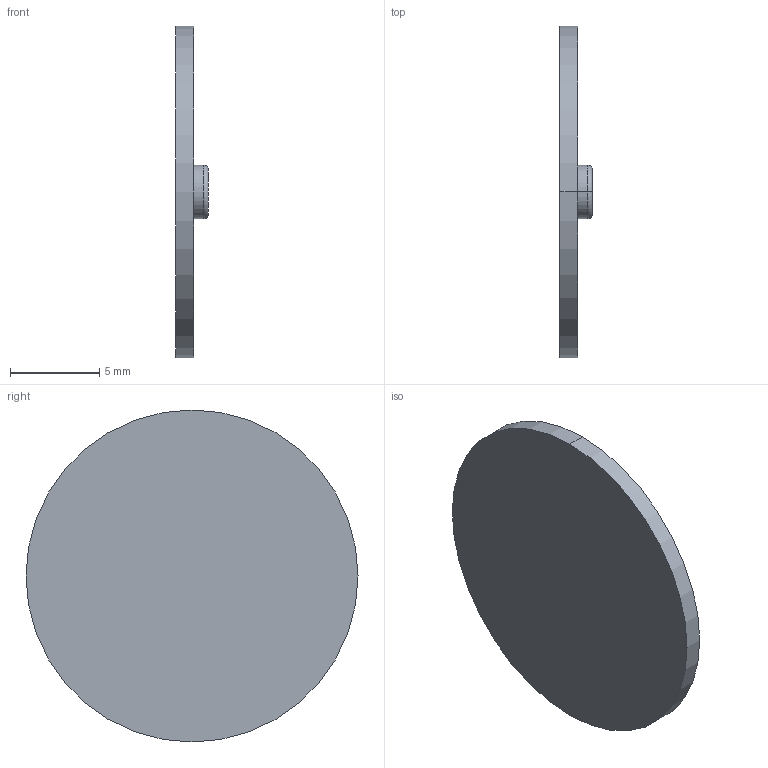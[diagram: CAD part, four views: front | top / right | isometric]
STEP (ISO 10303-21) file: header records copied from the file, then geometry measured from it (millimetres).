
FILE_DESCRIPTION(('produced by SPATIAL CORP'),'2;1');
FILE_NAME( 'sm_cap_.prt.hh.sat.stp' ,'2002-04-19T14:09:15+00:00',('SPATIAL CORP'),('SPATIAL CORP'), 'ACIS STEP Husk','http://www.spatial.com','SPATIAL CORP');
FILE_SCHEMA(('CONFIG_CONTROL_DESIGN'));
Length unit declared in the file: millimetre
Products named in the file (1): PRODUCT_ID_1
Bounding box: 1.82 x 18.6 x 18.6 mm (x, y, z)
Volume: 272.6 mm3; surface area: 614.1 mm2
Topology: 1 solids, 1 shells, 35 faces, 76 edges, 50 vertices
Faces by surface type: cylinder 20, plane 13, torus 2
Entity records: 1003 total; most frequent: DIRECTION 166, ORIENTED_EDGE 152, CARTESIAN_POINT 149, EDGE_CURVE 76, AXIS2_PLACEMENT_3D 67, VERTEX_POINT 50, EDGE_LOOP 42, FACE_BOUND 42
